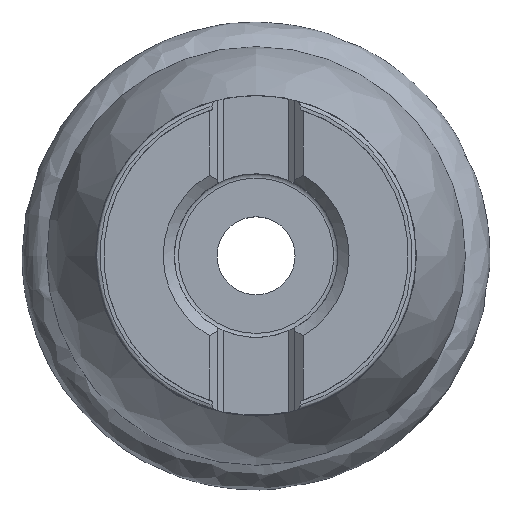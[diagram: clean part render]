
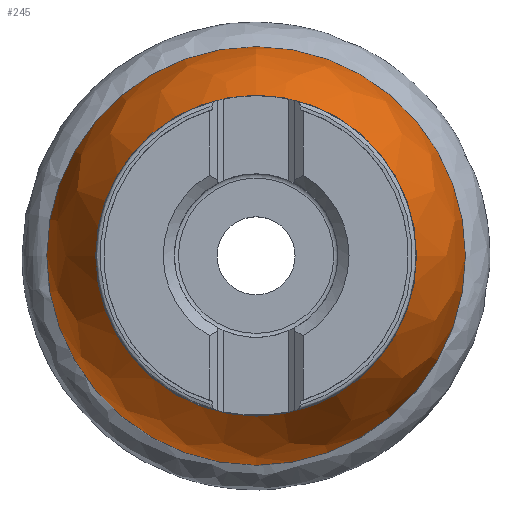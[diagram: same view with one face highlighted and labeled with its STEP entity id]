
A CAD part, top view. The second image highlights one B-rep face of the part: STEP entity #245.
In plain terms, the highlighted face is a revolution surface.
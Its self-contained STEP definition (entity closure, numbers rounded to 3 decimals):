
#194=SURFACE_OF_REVOLUTION('',#196,#195);
#195=AXIS1_PLACEMENT('',#1349,#1096);
#196=B_SPLINE_CURVE_WITH_KNOTS('',3,(#1345,#1346,#1347,#1348),
 .UNSPECIFIED.,.F.,.F.,(4,4),(0.,1.),.UNSPECIFIED.);
#245=ADVANCED_FACE('CN_SU3',(#326,#327),#194,.F.);
#326=FACE_BOUND('',#375,.T.);
#327=FACE_BOUND('',#376,.T.);
#375=EDGE_LOOP('',(#447));
#376=EDGE_LOOP('',(#448));
#447=ORIENTED_EDGE('',*,*,#699,.T.);
#448=ORIENTED_EDGE('',*,*,#700,.F.);
#627=VERTEX_POINT('',#1338);
#628=VERTEX_POINT('',#1344);
#699=EDGE_CURVE('',#627,#627,#794,.T.);
#700=EDGE_CURVE('',#628,#628,#795,.T.);
#794=CIRCLE('',#944,28.157);
#795=CIRCLE('',#949,21.59);
#944=AXIS2_PLACEMENT_3D('',#1337,#1084,#1085);
#949=AXIS2_PLACEMENT_3D('',#1343,#1094,#1095);
#1084=DIRECTION('',(0.,0.,1.));
#1085=DIRECTION('',(0.,1.,0.));
#1094=DIRECTION('',(0.,0.,1.));
#1095=DIRECTION('',(0.,1.,0.));
#1096=DIRECTION('',(0.,0.,1.));
#1337=CARTESIAN_POINT('',(0.,0.,-34.));
#1338=CARTESIAN_POINT('',(0.,28.157,-34.));
#1343=CARTESIAN_POINT('',(0.,0.,-15.369));
#1344=CARTESIAN_POINT('',(0.,21.59,-15.369));
#1345=CARTESIAN_POINT('',(-21.59,0.,-15.369));
#1346=CARTESIAN_POINT('',(-24.716,0.,-21.382));
#1347=CARTESIAN_POINT('',(-28.157,0.,-27.383));
#1348=CARTESIAN_POINT('',(-28.157,0.,-34.));
#1349=CARTESIAN_POINT('',(0.,0.,1.));
